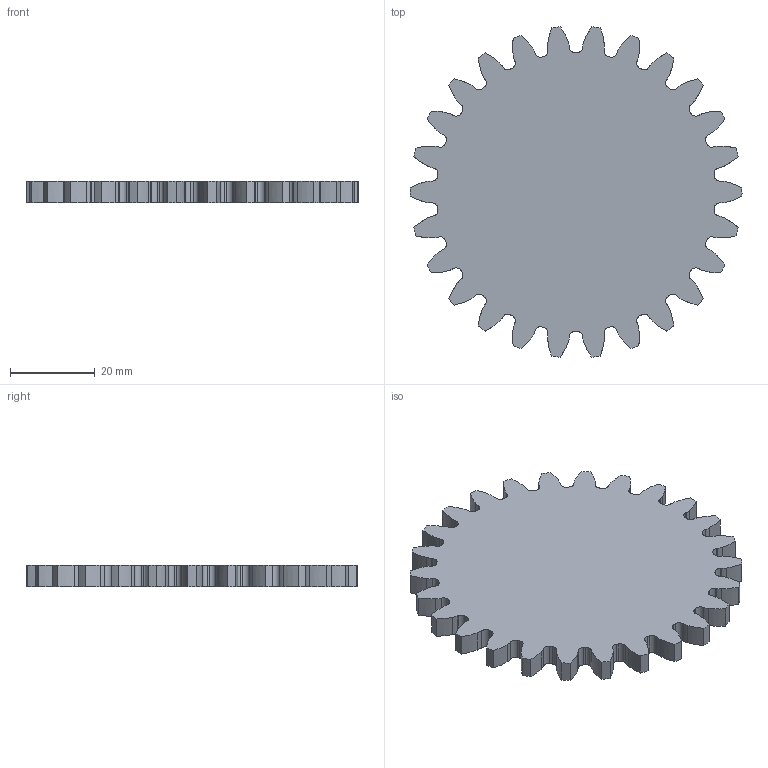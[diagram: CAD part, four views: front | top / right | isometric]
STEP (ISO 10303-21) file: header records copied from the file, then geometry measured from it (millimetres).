
FILE_DESCRIPTION(('FreeCAD Model'),'2;1');
FILE_NAME('Open CASCADE Shape Model','2025-09-26T12:35:32',(''),(''), 'Open CASCADE STEP processor 7.8','FreeCAD','Unknown');
FILE_SCHEMA(('AUTOMOTIVE_DESIGN { 1 0 10303 214 1 1 1 1 }'));
Length unit declared in the file: millimetre
Products named in the file (2): Sun001; Body003
Assembly tree (1 placements, depth 2):
  Sun001
    Body003
Bounding box: 78.4 x 78.05 x 5 mm (x, y, z)
Volume: 20546.7 mm3; surface area: 10470 mm2
Topology: 1 solids, 1 shells, 262 faces, 780 edges, 520 vertices
Faces by surface type: extrusion 104, cylinder 104, plane 54
Entity records: 9372 total; most frequent: CARTESIAN_POINT 2500, ORIENTED_EDGE 1560, DIRECTION 1204, EDGE_CURVE 780, VERTEX_POINT 520, VECTOR 468, AXIS2_PLACEMENT_3D 368, LINE 364
